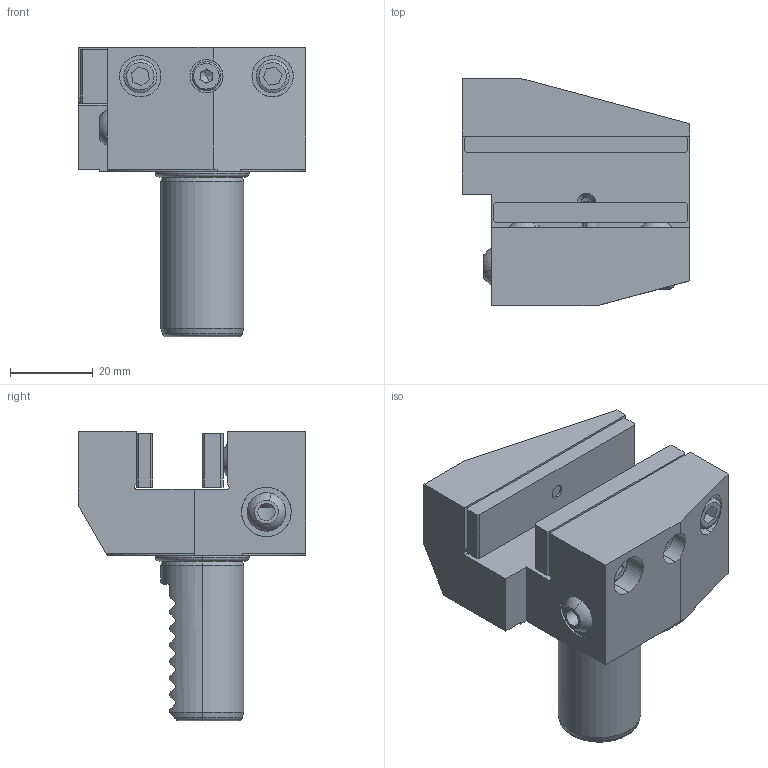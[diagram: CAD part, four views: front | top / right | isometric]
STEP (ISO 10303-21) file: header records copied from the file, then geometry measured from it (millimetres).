
FILE_DESCRIPTION (( 'STEP AP203' ), '1' );
FILE_NAME ('B4-20X16X30.STEP', '2019-07-22T11:59:30', ( '' ), ( '' ), 'SwSTEP 2.0', 'SolidWorks 2017', '' );
FILE_SCHEMA (( 'CONFIG_CONTROL_DESIGN' ));
Length unit declared in the file: millimetre
Products named in the file (1): B4-20X16X30
Bounding box: 55 x 55 x 70 mm (x, y, z)
Volume: 74439.8 mm3; surface area: 23444.2 mm2
Topology: 11 solids, 11 shells, 261 faces, 635 edges, 393 vertices
Faces by surface type: plane 130, cylinder 66, cone 42, torus 17, sphere 4, bspline 2
Entity records: 9532 total; most frequent: CARTESIAN_POINT 3454, DIRECTION 1266, ORIENTED_EDGE 1230, EDGE_CURVE 615, AXIS2_PLACEMENT_3D 465, VERTEX_POINT 387, LINE 336, VECTOR 336
